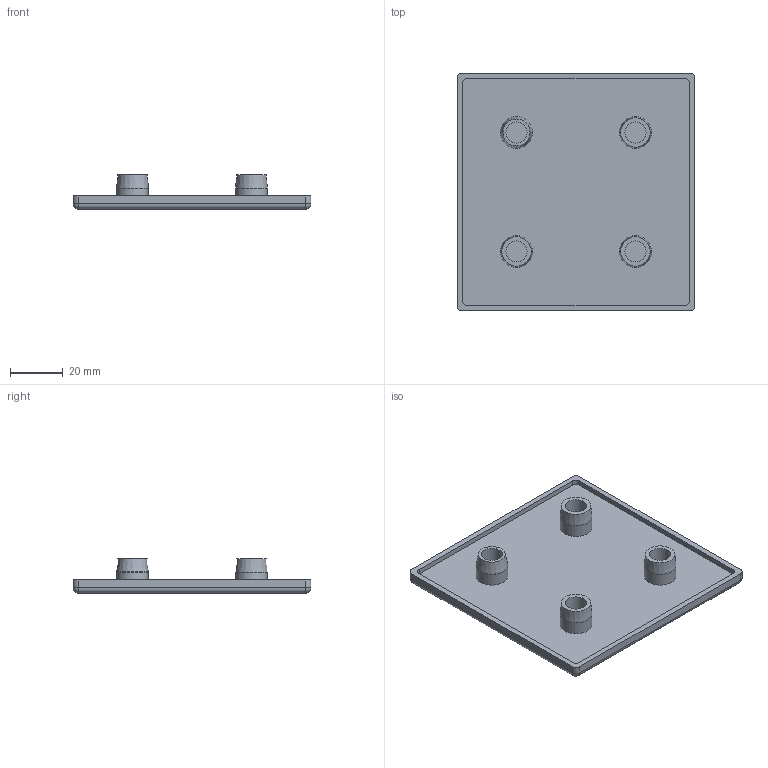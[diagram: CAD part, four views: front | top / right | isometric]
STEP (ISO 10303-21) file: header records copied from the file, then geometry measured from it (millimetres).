
FILE_DESCRIPTION(/* description */ ('Tappo 90x90'),/* implementation_level */ '2;1');
FILE_NAME(/* name */ 'CC90-90.stp',/* time_stamp */ '2022-06-17T14:04:56+02:00',/* author */ ('USER'),/* organization */ ('Microsoft'),/* preprocessor_version */ 'ST-DEVELOPER v18.1',/* originating_system */ 'Autodesk Inventor 2021',/* authorisation */ '');
FILE_SCHEMA (('AUTOMOTIVE_DESIGN { 1 0 10303 214 3 1 1 }'));
Length unit declared in the file: millimetre
Products named in the file (1): CC90-90
Bounding box: 90 x 90 x 13 mm (x, y, z)
Volume: 27707.9 mm3; surface area: 20754.5 mm2
Topology: 1 solids, 1 shells, 48 faces, 98 edges, 57 vertices
Faces by surface type: cylinder 20, plane 19, cone 5, sphere 4
Full cylindrical faces by diameter (mm): 8 x4, 12 x4
Entity records: 1268 total; most frequent: DIRECTION 237, CARTESIAN_POINT 200, ORIENTED_EDGE 188, EDGE_CURVE 94, AXIS2_PLACEMENT_3D 94, EDGE_LOOP 57, VERTEX_POINT 57, LINE 49
